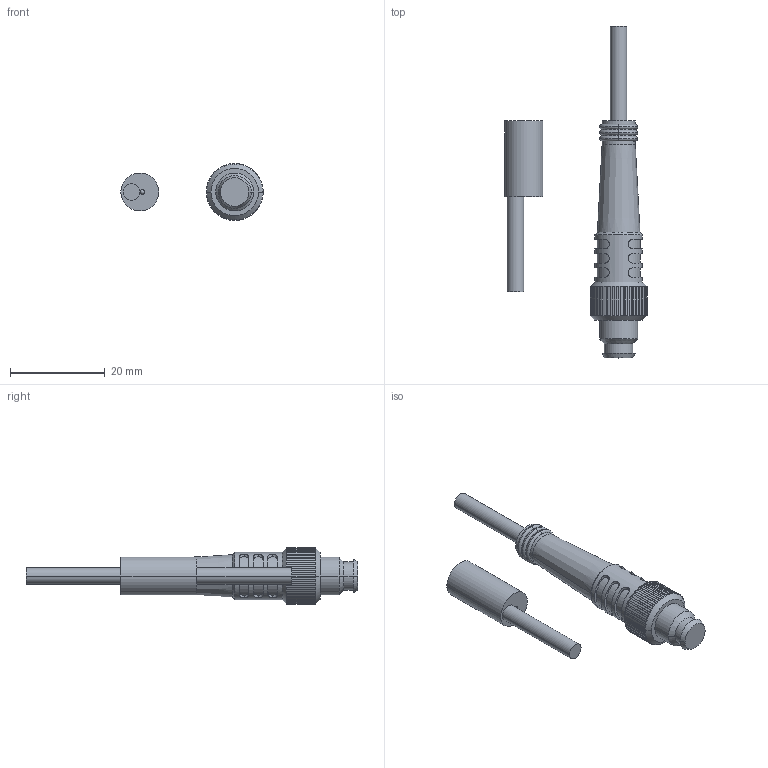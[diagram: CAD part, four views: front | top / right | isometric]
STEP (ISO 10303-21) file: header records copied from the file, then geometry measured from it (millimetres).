
FILE_DESCRIPTION(('STEP AP203'),'1');
FILE_NAME(' ',' ',('TraceParts'),('TraceParts S.A.'),'XStep 1.0',' ',' ');
FILE_SCHEMA(('CONFIG_CONTROL_DESIGN'));
Length unit declared in the file: millimetre
Products named in the file (2): 1; 2
Bounding box: 30 x 70 x 12 mm (x, y, z)
Volume: 4291.5 mm3; surface area: 2624.1 mm2
Topology: 2 solids, 2 shells, 268 faces, 761 edges, 500 vertices
Faces by surface type: plane 143, cylinder 100, torus 12, cone 12, sphere 1
Entity records: 9447 total; most frequent: CARTESIAN_POINT 3033, ORIENTED_EDGE 1518, DIRECTION 1219, EDGE_CURVE 759, VERTEX_POINT 500, AXIS2_PLACEMENT_3D 486, EDGE_LOOP 273, ADVANCED_FACE 268
